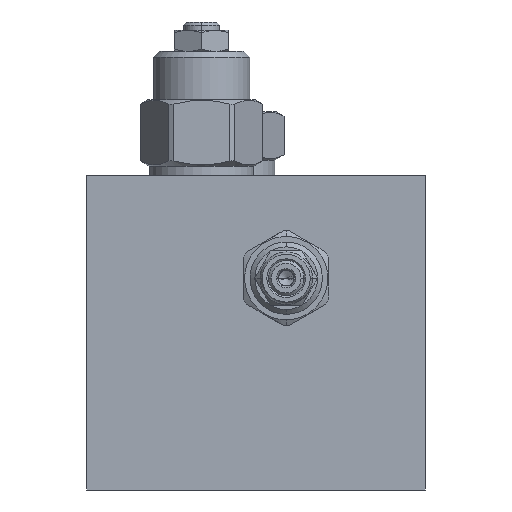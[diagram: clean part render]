
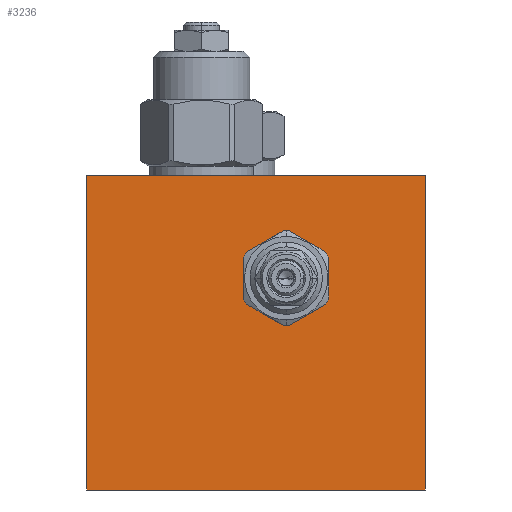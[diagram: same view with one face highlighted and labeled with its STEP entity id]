
A CAD part, left-side view. The second image highlights one B-rep face of the part: STEP entity #3236.
In plain terms, the highlighted planar face has unit normal (-1, 0, 0).
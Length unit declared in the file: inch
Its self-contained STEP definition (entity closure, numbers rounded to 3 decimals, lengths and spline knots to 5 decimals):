
#33=DIRECTION('',(0.,-1.,0.));
#34=VECTOR('',#33,3.5);
#35=CARTESIAN_POINT('',(0.,0.,0.));
#36=LINE('',#35,#34);
#79=DIRECTION('',(0.,-1.,0.));
#80=VECTOR('',#79,3.5);
#81=CARTESIAN_POINT('',(0.,0.,3.25));
#82=LINE('',#81,#80);
#135=DIRECTION('',(0.,0.,1.));
#136=VECTOR('',#135,3.25);
#137=CARTESIAN_POINT('',(0.,0.,0.));
#138=LINE('',#137,#136);
#139=CARTESIAN_POINT('',(0.,-2.062,2.188));
#140=DIRECTION('',(1.,0.,0.));
#141=DIRECTION('',(0.,0.,-1.));
#142=AXIS2_PLACEMENT_3D('',#139,#140,#141);
#144=CARTESIAN_POINT('',(0.,-2.062,2.188));
#145=DIRECTION('',(1.,0.,0.));
#146=DIRECTION('',(0.,0.,1.));
#147=AXIS2_PLACEMENT_3D('',#144,#145,#146);
#2706=DIRECTION('',(0.,0.,1.));
#2707=VECTOR('',#2706,3.25);
#2708=CARTESIAN_POINT('',(0.,-3.5,0.));
#2709=LINE('',#2708,#2707);
#2754=CARTESIAN_POINT('',(0.,0.,0.));
#2755=CARTESIAN_POINT('',(0.,-3.5,0.));
#2756=VERTEX_POINT('',#2754);
#2757=VERTEX_POINT('',#2755);
#2762=CARTESIAN_POINT('',(0.,0.,3.25));
#2763=CARTESIAN_POINT('',(0.,-3.5,3.25));
#2764=VERTEX_POINT('',#2762);
#2765=VERTEX_POINT('',#2763);
#2814=CARTESIAN_POINT('',(0.,-2.062,2.6185));
#2815=VERTEX_POINT('',#2814);
#2820=CARTESIAN_POINT('',(0.,-2.062,1.7575));
#2821=VERTEX_POINT('',#2820);
#3217=CARTESIAN_POINT('',(0.,0.,0.));
#3218=DIRECTION('',(-1.,0.,0.));
#3219=DIRECTION('',(0.,-1.,0.));
#3220=AXIS2_PLACEMENT_3D('',#3217,#3218,#3219);
#3221=PLANE('',#3220);
#3222=ORIENTED_EDGE('',*,*,#3114,.F.);
#3224=ORIENTED_EDGE('',*,*,#3223,.T.);
#3225=ORIENTED_EDGE('',*,*,#3184,.T.);
#3227=ORIENTED_EDGE('',*,*,#3226,.F.);
#3228=EDGE_LOOP('',(#3222,#3224,#3225,#3227));
#3229=FACE_OUTER_BOUND('',#3228,.F.);
#3231=ORIENTED_EDGE('',*,*,#3230,.F.);
#3233=ORIENTED_EDGE('',*,*,#3232,.F.);
#3234=EDGE_LOOP('',(#3231,#3233));
#3235=FACE_BOUND('',#3234,.F.);
#3236=ADVANCED_FACE('',(#3229,#3235),#3221,.T.);
#143=CIRCLE('',#142,0.4305);
#148=CIRCLE('',#147,0.4305);
#3114=EDGE_CURVE('',#2756,#2757,#36,.T.);
#3184=EDGE_CURVE('',#2764,#2765,#82,.T.);
#3223=EDGE_CURVE('',#2756,#2764,#138,.T.);
#3226=EDGE_CURVE('',#2757,#2765,#2709,.T.);
#3230=EDGE_CURVE('',#2821,#2815,#143,.T.);
#3232=EDGE_CURVE('',#2815,#2821,#148,.T.);
